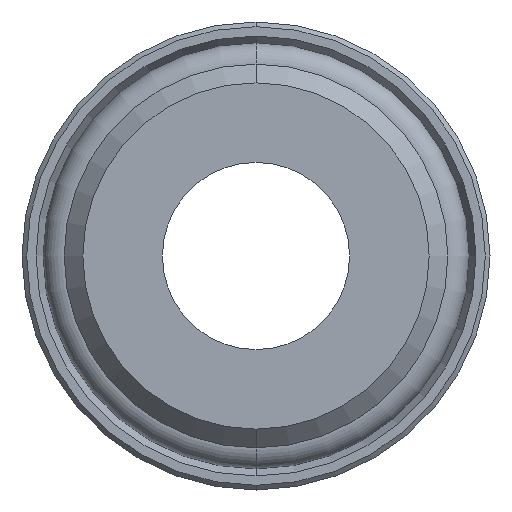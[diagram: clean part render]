
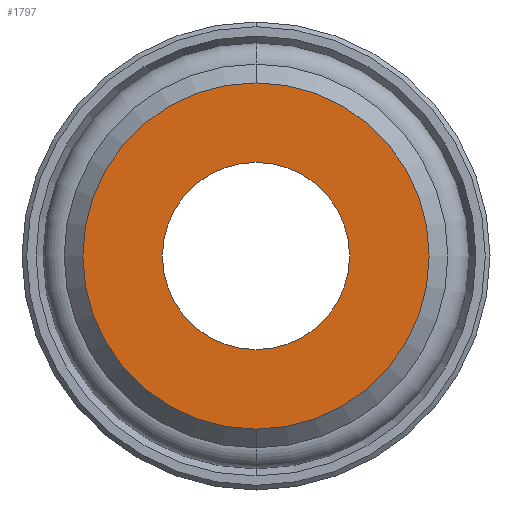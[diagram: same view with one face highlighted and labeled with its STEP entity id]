
A CAD part, front view. The second image highlights one B-rep face of the part: STEP entity #1797.
In plain terms, the highlighted planar face has unit normal (0, -1, 0).
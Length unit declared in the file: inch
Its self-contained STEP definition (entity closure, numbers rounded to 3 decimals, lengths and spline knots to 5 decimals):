
#28 = EDGE_CURVE ( 'NONE', #1186, #431, #553, .T. ) ;
#77 = EDGE_CURVE ( 'NONE', #431, #1186, #1756, .T. ) ;
#141 = CARTESIAN_POINT ( 'NONE',  ( -0.22441, 0., 0. ) ) ;
#183 = ORIENTED_EDGE ( 'NONE', *, *, #656, .T. ) ;
#311 = CIRCLE ( 'NONE', #1244, 0.15748 ) ;
#314 = FACE_OUTER_BOUND ( 'NONE', #834, .T. ) ;
#319 = PLANE ( 'NONE',  #1678 ) ;
#350 = DIRECTION ( 'NONE',  ( 0., -1., 0. ) ) ;
#387 = ORIENTED_EDGE ( 'NONE', *, *, #465, .T. ) ;
#431 = VERTEX_POINT ( 'NONE', #641 ) ;
#465 = EDGE_CURVE ( 'NONE', #1765, #881, #311, .T. ) ;
#470 = CARTESIAN_POINT ( 'NONE',  ( 0., 0., 0.15748 ) ) ;
#495 = DIRECTION ( 'NONE',  ( 0., 1., 0. ) ) ;
#501 = CIRCLE ( 'NONE', #756, 0.15748 ) ;
#541 = DIRECTION ( 'NONE',  ( 0., 0., 1. ) ) ;
#553 = CIRCLE ( 'NONE', #1353, 0.29134 ) ;
#641 = CARTESIAN_POINT ( 'NONE',  ( 0., 0., 0.29134 ) ) ;
#656 = EDGE_CURVE ( 'NONE', #881, #1765, #501, .T. ) ;
#665 = CARTESIAN_POINT ( 'NONE',  ( 0., 0., -0.15748 ) ) ;
#704 = CARTESIAN_POINT ( 'NONE',  ( 0., 0., -0.29134 ) ) ;
#736 = ORIENTED_EDGE ( 'NONE', *, *, #28, .T. ) ;
#756 = AXIS2_PLACEMENT_3D ( 'NONE', #1764, #859, #1896 ) ;
#794 = CARTESIAN_POINT ( 'NONE',  ( 0., 0., 0. ) ) ;
#798 = ORIENTED_EDGE ( 'NONE', *, *, #77, .T. ) ;
#808 = FACE_BOUND ( 'NONE', #1847, .T. ) ;
#834 = EDGE_LOOP ( 'NONE', ( #798, #736 ) ) ;
#859 = DIRECTION ( 'NONE',  ( 0., 1., 0. ) ) ;
#881 = VERTEX_POINT ( 'NONE', #665 ) ;
#958 = CARTESIAN_POINT ( 'NONE',  ( 0., 0., 0. ) ) ;
#985 = DIRECTION ( 'NONE',  ( 0., -1., 0. ) ) ;
#1186 = VERTEX_POINT ( 'NONE', #704 ) ;
#1233 = DIRECTION ( 'NONE',  ( 0., 0., 1. ) ) ;
#1244 = AXIS2_PLACEMENT_3D ( 'NONE', #794, #495, #1521 ) ;
#1353 = AXIS2_PLACEMENT_3D ( 'NONE', #1717, #985, #541 ) ;
#1357 = DIRECTION ( 'NONE',  ( 0., -1., 0. ) ) ;
#1457 = AXIS2_PLACEMENT_3D ( 'NONE', #958, #350, #1233 ) ;
#1521 = DIRECTION ( 'NONE',  ( 0., 0., 1. ) ) ;
#1644 = DIRECTION ( 'NONE',  ( 0., 0., -1. ) ) ;
#1678 = AXIS2_PLACEMENT_3D ( 'NONE', #141, #1357, #1644 ) ;
#1717 = CARTESIAN_POINT ( 'NONE',  ( 0., 0., 0. ) ) ;
#1756 = CIRCLE ( 'NONE', #1457, 0.29134 ) ;
#1764 = CARTESIAN_POINT ( 'NONE',  ( 0., 0., 0. ) ) ;
#1765 = VERTEX_POINT ( 'NONE', #470 ) ;
#1797 = ADVANCED_FACE ( 'NONE', ( #314, #808 ), #319, .T. ) ;
#1847 = EDGE_LOOP ( 'NONE', ( #387, #183 ) ) ;
#1896 = DIRECTION ( 'NONE',  ( 0., 0., 1. ) ) ;
